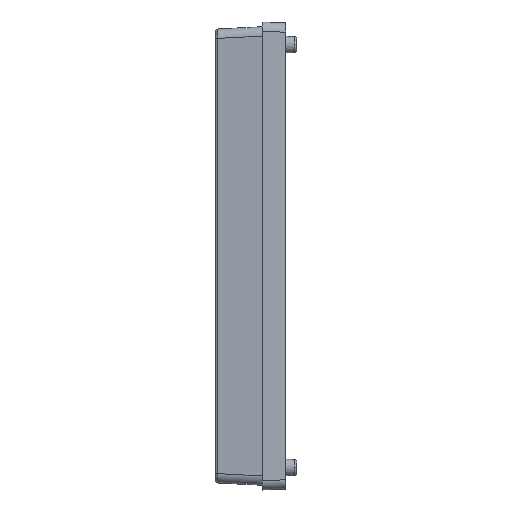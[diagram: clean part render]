
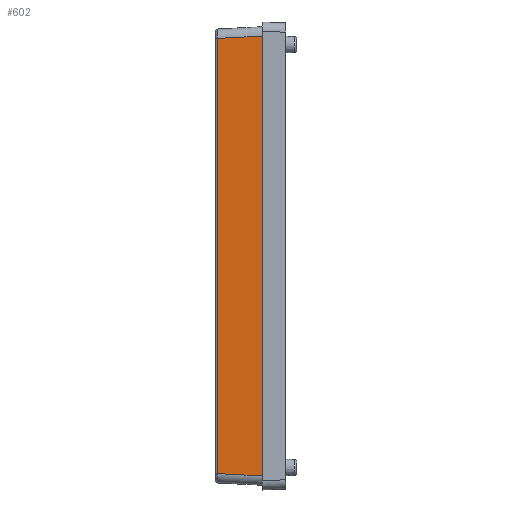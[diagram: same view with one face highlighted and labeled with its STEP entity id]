
A CAD part, left-side view. The second image highlights one B-rep face of the part: STEP entity #602.
In plain terms, the highlighted planar face has unit normal (-0.999, 0.052, 0).
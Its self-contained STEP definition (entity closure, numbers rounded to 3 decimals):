
#62 = VECTOR ( 'NONE', #10223, 1000. ) ;
#64 = PLANE ( 'NONE',  #11121 ) ;
#428 = ORIENTED_EDGE ( 'NONE', *, *, #11531, .T. ) ;
#602 = ADVANCED_FACE ( 'NONE', ( #8260 ), #64, .T. ) ;
#1301 = VERTEX_POINT ( 'NONE', #2429 ) ;
#2071 = VERTEX_POINT ( 'NONE', #9725 ) ;
#2429 = CARTESIAN_POINT ( 'NONE',  ( -24.152, 1.416, 23.154 ) ) ;
#2567 = CARTESIAN_POINT ( 'NONE',  ( -24.4, -3.3, -25.752 ) ) ;
#2918 = LINE ( 'NONE', #6572, #62 ) ;
#3138 = LINE ( 'NONE', #6794, #6067 ) ;
#3176 = CARTESIAN_POINT ( 'NONE',  ( -24.4, -3.3, 23.401 ) ) ;
#3722 = CARTESIAN_POINT ( 'NONE',  ( -24.4, -3.3, -25.752 ) ) ;
#3989 = LINE ( 'NONE', #7632, #9291 ) ;
#4978 = VERTEX_POINT ( 'NONE', #3176 ) ;
#5826 = ORIENTED_EDGE ( 'NONE', *, *, #6458, .T. ) ;
#5907 = EDGE_LOOP ( 'NONE', ( #8941, #428, #6988, #5826 ) ) ;
#6067 = VECTOR ( 'NONE', #10454, 1000. ) ;
#6215 = DIRECTION ( 'NONE',  ( 0., 0., 1. ) ) ;
#6458 = EDGE_CURVE ( 'NONE', #4978, #1301, #3989, .T. ) ;
#6572 = CARTESIAN_POINT ( 'NONE',  ( -24.152, 1.416, -25.752 ) ) ;
#6794 = CARTESIAN_POINT ( 'NONE',  ( -24.152, 1.416, -23.154 ) ) ;
#6988 = ORIENTED_EDGE ( 'NONE', *, *, #10196, .T. ) ;
#7201 = VECTOR ( 'NONE', #6215, 1000. ) ;
#7373 = DIRECTION ( 'NONE',  ( -0.999, 0.052, 0. ) ) ;
#7632 = CARTESIAN_POINT ( 'NONE',  ( -24.4, -3.3, 23.401 ) ) ;
#8260 = FACE_OUTER_BOUND ( 'NONE', #5907, .T. ) ;
#8941 = ORIENTED_EDGE ( 'NONE', *, *, #9254, .F. ) ;
#9254 = EDGE_CURVE ( 'NONE', #9338, #1301, #2918, .T. ) ;
#9291 = VECTOR ( 'NONE', #11285, 1000. ) ;
#9338 = VERTEX_POINT ( 'NONE', #11453 ) ;
#9725 = CARTESIAN_POINT ( 'NONE',  ( -24.4, -3.3, -23.401 ) ) ;
#10196 = EDGE_CURVE ( 'NONE', #2071, #4978, #10758, .T. ) ;
#10223 = DIRECTION ( 'NONE',  ( 0., 0., 1. ) ) ;
#10454 = DIRECTION ( 'NONE',  ( -0.052, -0.997, -0.052 ) ) ;
#10758 = LINE ( 'NONE', #2567, #7201 ) ;
#11018 = DIRECTION ( 'NONE',  ( -0.052, -0.999, 0. ) ) ;
#11121 = AXIS2_PLACEMENT_3D ( 'NONE', #3722, #7373, #11018 ) ;
#11285 = DIRECTION ( 'NONE',  ( 0.052, 0.997, -0.052 ) ) ;
#11453 = CARTESIAN_POINT ( 'NONE',  ( -24.152, 1.416, -23.154 ) ) ;
#11531 = EDGE_CURVE ( 'NONE', #9338, #2071, #3138, .T. ) ;
